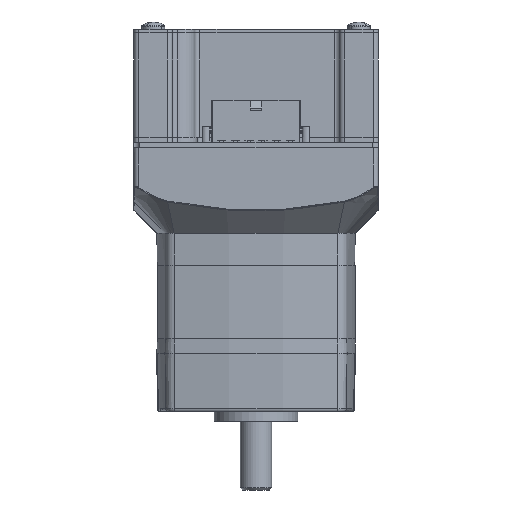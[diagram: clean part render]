
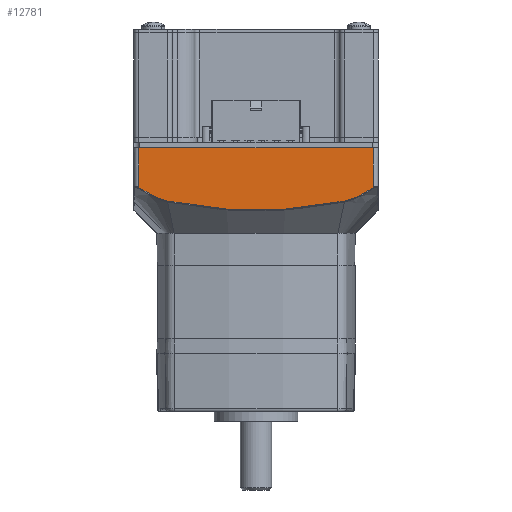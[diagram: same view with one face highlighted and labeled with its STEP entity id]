
A CAD part, front view. The second image highlights one B-rep face of the part: STEP entity #12781.
In plain terms, the highlighted planar face has unit normal (0, -1, 0).
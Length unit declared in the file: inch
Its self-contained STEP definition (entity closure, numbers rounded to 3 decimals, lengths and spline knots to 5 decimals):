
#1361 = CARTESIAN_POINT ( 'NONE',  ( 1.17595, -1.46, 1.68449 ) ) ;
#1917 = CARTESIAN_POINT ( 'NONE',  ( -1.08448, -1.46, 1.65305 ) ) ;
#2232 = CARTESIAN_POINT ( 'NONE',  ( 0.34952, -1.46, 1.55041 ) ) ;
#3995 = VERTEX_POINT ( 'NONE', #42659 ) ;
#4202 = ORIENTED_EDGE ( 'NONE', *, *, #38763, .T. ) ;
#4246 = AXIS2_PLACEMENT_3D ( 'NONE', #14130, #38607, #17623 ) ;
#4860 = CARTESIAN_POINT ( 'NONE',  ( 1.29131, -1.46, 1.74027 ) ) ;
#4917 = VERTEX_POINT ( 'NONE', #28102 ) ;
#5122 = DIRECTION ( 'NONE',  ( 0., 0., -1. ) ) ;
#5743 = CARTESIAN_POINT ( 'NONE',  ( 0.7028, -1.46, 1.58437 ) ) ;
#7436 = VERTEX_POINT ( 'NONE', #32095 ) ;
#8389 = CARTESIAN_POINT ( 'NONE',  ( 1.4, -1.46, 1.81005 ) ) ;
#8961 = CARTESIAN_POINT ( 'NONE',  ( -0.87817, -1.46, 1.6114 ) ) ;
#9070 = CARTESIAN_POINT ( 'NONE',  ( 1.4, -1.46, 1.81005 ) ) ;
#9274 = CARTESIAN_POINT ( 'NONE',  ( 1.05211, -1.46, 1.64652 ) ) ;
#12354 = CARTESIAN_POINT ( 'NONE',  ( -1.46, -1.46, 2.285 ) ) ;
#12652 = VECTOR ( 'NONE', #17158, 39.37008 ) ;
#12781 = ADVANCED_FACE ( 'NONE', ( #27472 ), #24501, .F. ) ;
#13628 = VERTEX_POINT ( 'NONE', #9070 ) ;
#13756 = EDGE_CURVE ( 'NONE', #13628, #7436, #41651, .T. ) ;
#14130 = CARTESIAN_POINT ( 'NONE',  ( -1.46, -1.46, 1.26 ) ) ;
#16019 = LINE ( 'NONE', #12354, #34630 ) ;
#16179 = CARTESIAN_POINT ( 'NONE',  ( -0.70377, -1.46, 1.58457 ) ) ;
#17158 = DIRECTION ( 'NONE',  ( 0., 0., 1. ) ) ;
#17623 = DIRECTION ( 'NONE',  ( 1., 0., 0. ) ) ;
#19343 = CARTESIAN_POINT ( 'NONE',  ( -1.20525, -1.46, 1.69746 ) ) ;
#19428 = EDGE_CURVE ( 'NONE', #31180, #41194, #41043, .T. ) ;
#19675 = CARTESIAN_POINT ( 'NONE',  ( -0.17866, -1.46, 1.53931 ) ) ;
#22298 = CARTESIAN_POINT ( 'NONE',  ( 1.11556, -1.46, 1.66228 ) ) ;
#22857 = CARTESIAN_POINT ( 'NONE',  ( -1.11556, -1.46, 1.66228 ) ) ;
#23168 = CARTESIAN_POINT ( 'NONE',  ( 0.17317, -1.46, 1.54139 ) ) ;
#24501 = PLANE ( 'NONE',  #4246 ) ;
#25400 = EDGE_CURVE ( 'NONE', #4917, #13628, #31412, .T. ) ;
#25818 = CARTESIAN_POINT ( 'NONE',  ( 1.20525, -1.46, 1.69746 ) ) ;
#26089 = CARTESIAN_POINT ( 'NONE',  ( -1.4, -1.46, 1.26 ) ) ;
#26112 = CARTESIAN_POINT ( 'NONE',  ( -1.05211, -1.46, 1.64652 ) ) ;
#26383 = CARTESIAN_POINT ( 'NONE',  ( -1.05211, -1.46, 1.64652 ) ) ;
#26397 = EDGE_CURVE ( 'NONE', #3995, #31180, #37077, .T. ) ;
#26697 = ORIENTED_EDGE ( 'NONE', *, *, #13756, .T. ) ;
#26711 = CARTESIAN_POINT ( 'NONE',  ( 0.43792, -1.46, 1.55721 ) ) ;
#27472 = FACE_OUTER_BOUND ( 'NONE', #30164, .T. ) ;
#28102 = CARTESIAN_POINT ( 'NONE',  ( 1.05211, -1.46, 1.64652 ) ) ;
#29341 = CARTESIAN_POINT ( 'NONE',  ( 1.34626, -1.46, 1.77389 ) ) ;
#29737 = CARTESIAN_POINT ( 'NONE',  ( -1.34626, -1.46, 1.77389 ) ) ;
#29794 = ORIENTED_EDGE ( 'NONE', *, *, #19428, .T. ) ;
#30164 = EDGE_LOOP ( 'NONE', ( #45372, #26697, #4202, #39681, #29794, #31952 ) ) ;
#30211 = CARTESIAN_POINT ( 'NONE',  ( 0.87806, -1.46, 1.61138 ) ) ;
#30225 = EDGE_CURVE ( 'NONE', #41194, #4917, #41208, .T. ) ;
#31180 = VERTEX_POINT ( 'NONE', #43045 ) ;
#31412 = B_SPLINE_CURVE_WITH_KNOTS ( 'NONE', 3,
 ( #36252, #32088, #22298, #1361, #25818, #4860, #29341, #8389 ),
 .UNSPECIFIED., .F., .F.,
 ( 4, 2, 2, 4 ),
 ( 0., 0.00244, 0.00488, 0.00976 ),
 .UNSPECIFIED. ) ;
#31952 = ORIENTED_EDGE ( 'NONE', *, *, #30225, .T. ) ;
#32088 = CARTESIAN_POINT ( 'NONE',  ( 1.08448, -1.46, 1.65305 ) ) ;
#32095 = CARTESIAN_POINT ( 'NONE',  ( 1.4, -1.46, 2.285 ) ) ;
#34616 = CARTESIAN_POINT ( 'NONE',  ( 1.4, -1.46, 1.26 ) ) ;
#34630 = VECTOR ( 'NONE', #36847, 39.37008 ) ;
#36252 = CARTESIAN_POINT ( 'NONE',  ( 1.05211, -1.46, 1.64652 ) ) ;
#36847 = DIRECTION ( 'NONE',  ( -1., 0., 0. ) ) ;
#37077 = LINE ( 'NONE', #26089, #38166 ) ;
#38166 = VECTOR ( 'NONE', #5122, 39.37008 ) ;
#38607 = DIRECTION ( 'NONE',  ( 0., 1., 0. ) ) ;
#38763 = EDGE_CURVE ( 'NONE', #7436, #3995, #16019, .T. ) ;
#39681 = ORIENTED_EDGE ( 'NONE', *, *, #26397, .T. ) ;
#40160 = CARTESIAN_POINT ( 'NONE',  ( -1.4, -1.46, 1.81005 ) ) ;
#40323 = CARTESIAN_POINT ( 'NONE',  ( -1.29131, -1.46, 1.74027 ) ) ;
#40632 = CARTESIAN_POINT ( 'NONE',  ( -0.35402, -1.46, 1.54852 ) ) ;
#41043 = B_SPLINE_CURVE_WITH_KNOTS ( 'NONE', 3,
 ( #40160, #29737, #40323, #19343, #43800, #22857, #1917, #26383 ),
 .UNSPECIFIED., .F., .F.,
 ( 4, 2, 2, 4 ),
 ( 0.00186, 0.0068, 0.00927, 0.01174 ),
 .UNSPECIFIED. ) ;
#41194 = VERTEX_POINT ( 'NONE', #26112 ) ;
#41208 = B_SPLINE_CURVE_WITH_KNOTS ( 'NONE', 3,
 ( #43812, #8961, #16179, #40632, #19675, #44126, #23168, #2232, #26711, #5743, #30211, #9274 ),
 .UNSPECIFIED., .F., .F.,
 ( 4, 2, 2, 2, 2, 4 ),
 ( 0., 0.01338, 0.02676, 0.03345, 0.04014, 0.05352 ),
 .UNSPECIFIED. ) ;
#41651 = LINE ( 'NONE', #34616, #12652 ) ;
#42659 = CARTESIAN_POINT ( 'NONE',  ( -1.4, -1.46, 2.285 ) ) ;
#43045 = CARTESIAN_POINT ( 'NONE',  ( -1.4, -1.46, 1.81005 ) ) ;
#43800 = CARTESIAN_POINT ( 'NONE',  ( -1.17595, -1.46, 1.68449 ) ) ;
#43812 = CARTESIAN_POINT ( 'NONE',  ( -1.05211, -1.46, 1.64652 ) ) ;
#44126 = CARTESIAN_POINT ( 'NONE',  ( 0.08512, -1.46, 1.53917 ) ) ;
#45372 = ORIENTED_EDGE ( 'NONE', *, *, #25400, .T. ) ;
